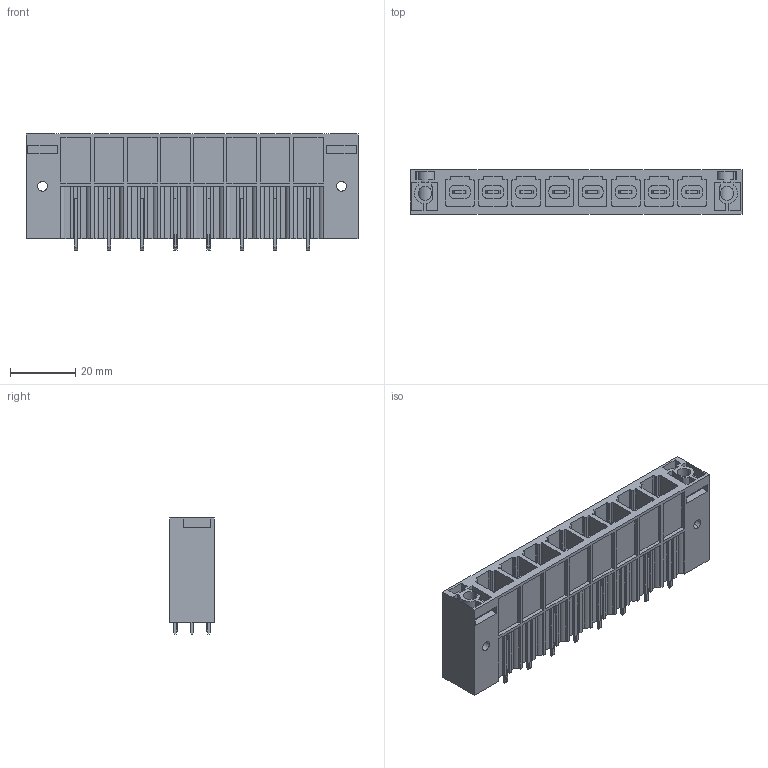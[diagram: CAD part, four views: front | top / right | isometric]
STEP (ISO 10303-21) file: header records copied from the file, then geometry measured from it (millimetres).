
FILE_DESCRIPTION(('CATIA V5 STEP Exchange','CAx-IF Rec.Pracs.--- Model Styling and Organization---1.2---2011-12-15'),'2;1');
FILE_NAME ('D1456690_0_1813710000_1813710000.stp','2018-11-27T05:35:57+00:00',('none'),('Weidmueller'),'CATIA Version 5-6 Release 2014','CATIA V5 STEP AP214','none');
FILE_SCHEMA(('AUTOMOTIVE_DESIGN { 1 0 10303 214 1 1 1 1 }'));
Length unit declared in the file: millimetre
Products named in the file (1): 1813710000
Bounding box: 101.6 x 13.6 x 35.5 mm (x, y, z)
Volume: 20505.5 mm3; surface area: 31764.6 mm2
Topology: 9 solids, 9 shells, 1320 faces, 3802 edges, 2532 vertices
Faces by surface type: plane 1142, cylinder 178
Entity records: 38641 total; most frequent: ORIENTED_EDGE 7604, CARTESIAN_POINT 6981, DIRECTION 4874, EDGE_CURVE 3798, VECTOR 3362, LINE 3362, VERTEX_POINT 2524, EDGE_LOOP 1380
